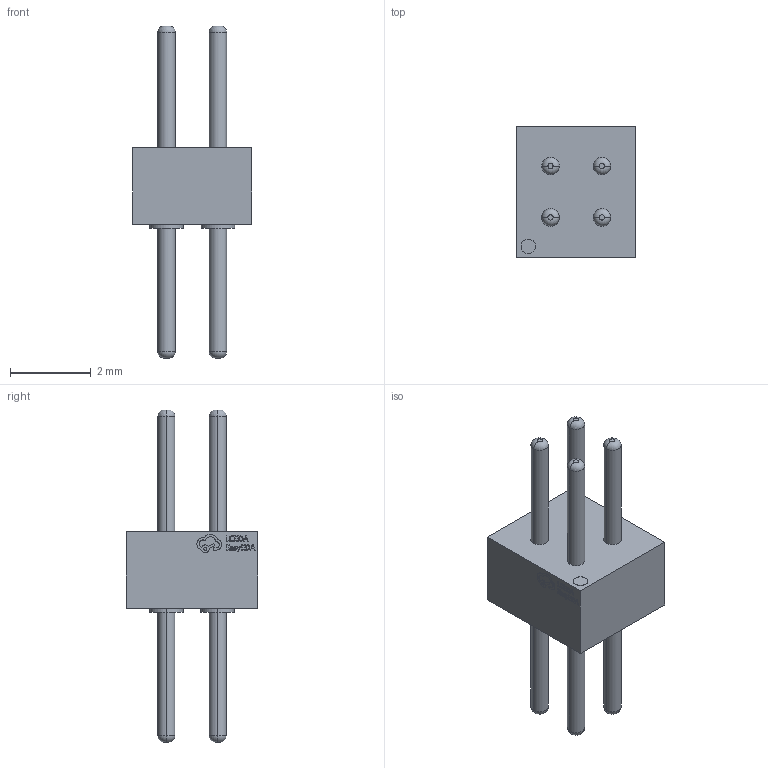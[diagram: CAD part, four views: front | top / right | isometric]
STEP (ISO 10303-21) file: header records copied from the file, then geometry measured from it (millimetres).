
FILE_DESCRIPTION (( 'STEP AP214' ), '1' );
FILE_NAME ('HDR-TH_4P-P1.27-V-M-R2-C2-S1.27_MH127V-12-04-0820.STEP', '2022-10-11T09:53:49', ( '' ), ( '' ), 'SwSTEP 2.0', 'SolidWorks 2020', '' );
FILE_SCHEMA (( 'AUTOMOTIVE_DESIGN' ));
Length unit declared in the file: millimetre
Products named in the file (1): HDR-TH_4P-P1.27-V-M-R2-C2-S1.27_MH127V-12-04-0820
Bounding box: 2.95 x 3.25 x 8.2 mm (x, y, z)
Volume: 21.9 mm3; surface area: 76.5 mm2
Topology: 1 solids, 1 shells, 285 faces, 737 edges, 486 vertices
Faces by surface type: plane 145, bspline 98, cylinder 26, torus 16
Entity records: 9917 total; most frequent: CARTESIAN_POINT 2815, ORIENTED_EDGE 1474, DIRECTION 997, EDGE_CURVE 737, VERTEX_POINT 486, VECTOR 453, LINE 453, EDGE_LOOP 317
